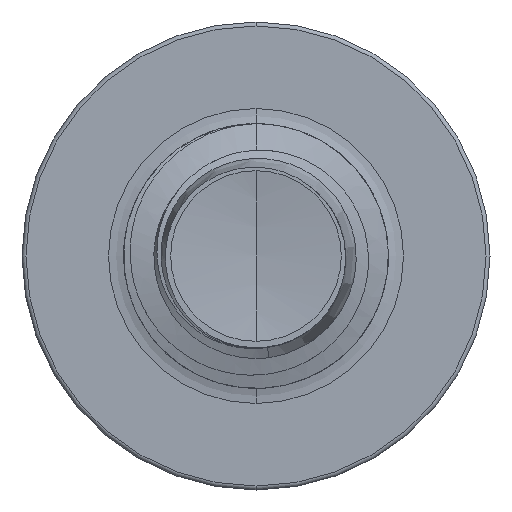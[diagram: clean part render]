
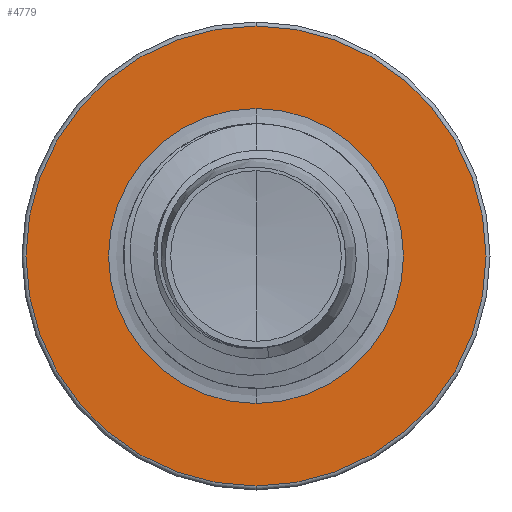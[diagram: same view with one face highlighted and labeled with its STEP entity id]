
A CAD part, front view. The second image highlights one B-rep face of the part: STEP entity #4779.
In plain terms, the highlighted planar face has unit normal (0, -1, 0).
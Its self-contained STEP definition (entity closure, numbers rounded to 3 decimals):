
#148 = CARTESIAN_POINT ( 'NONE',  ( 0., 4., 0. ) ) ;
#574 = AXIS2_PLACEMENT_3D ( 'NONE', #7587, #4011, #3988 ) ;
#762 = DIRECTION ( 'NONE',  ( 0., 0., 1. ) ) ;
#784 = DIRECTION ( 'NONE',  ( 0., 1., 0. ) ) ;
#1111 = DIRECTION ( 'NONE',  ( 0., 0., 1. ) ) ;
#1623 = EDGE_LOOP ( 'NONE', ( #5048, #4240 ) ) ;
#1784 = AXIS2_PLACEMENT_3D ( 'NONE', #148, #784, #762 ) ;
#2545 = CARTESIAN_POINT ( 'NONE',  ( 0., 4., 2.605 ) ) ;
#3059 = CIRCLE ( 'NONE', #9464, 2.605 ) ;
#3082 = EDGE_CURVE ( 'NONE', #3913, #6701, #10346, .T. ) ;
#3450 = CIRCLE ( 'NONE', #5021, 1.67 ) ;
#3675 = DIRECTION ( 'NONE',  ( 0., 1., 0. ) ) ;
#3913 = VERTEX_POINT ( 'NONE', #8274 ) ;
#3988 = DIRECTION ( 'NONE',  ( 0., 0., 1. ) ) ;
#4011 = DIRECTION ( 'NONE',  ( 0., 1., 0. ) ) ;
#4014 = PLANE ( 'NONE',  #574 ) ;
#4240 = ORIENTED_EDGE ( 'NONE', *, *, #9886, .F. ) ;
#4428 = EDGE_LOOP ( 'NONE', ( #5187, #7345 ) ) ;
#4455 = VERTEX_POINT ( 'NONE', #7591 ) ;
#4779 = ADVANCED_FACE ( 'NONE', ( #6972, #11653 ), #4014, .F. ) ;
#5021 = AXIS2_PLACEMENT_3D ( 'NONE', #13129, #7772, #1111 ) ;
#5048 = ORIENTED_EDGE ( 'NONE', *, *, #7681, .F. ) ;
#5187 = ORIENTED_EDGE ( 'NONE', *, *, #9875, .T. ) ;
#6701 = VERTEX_POINT ( 'NONE', #7039 ) ;
#6972 = FACE_OUTER_BOUND ( 'NONE', #1623, .T. ) ;
#7039 = CARTESIAN_POINT ( 'NONE',  ( 0., 4., 1.67 ) ) ;
#7345 = ORIENTED_EDGE ( 'NONE', *, *, #3082, .T. ) ;
#7587 = CARTESIAN_POINT ( 'NONE',  ( 0., 4., -1.67 ) ) ;
#7591 = CARTESIAN_POINT ( 'NONE',  ( 0., 4., -2.605 ) ) ;
#7681 = EDGE_CURVE ( 'NONE', #9977, #4455, #12532, .T. ) ;
#7772 = DIRECTION ( 'NONE',  ( 0., 1., 0. ) ) ;
#8274 = CARTESIAN_POINT ( 'NONE',  ( 0., 4., -1.67 ) ) ;
#9464 = AXIS2_PLACEMENT_3D ( 'NONE', #9548, #3675, #10450 ) ;
#9491 = DIRECTION ( 'NONE',  ( 0., 0., 1. ) ) ;
#9495 = DIRECTION ( 'NONE',  ( 0., 1., 0. ) ) ;
#9521 = CARTESIAN_POINT ( 'NONE',  ( 0., 4., 0. ) ) ;
#9548 = CARTESIAN_POINT ( 'NONE',  ( 0., 4., 0. ) ) ;
#9875 = EDGE_CURVE ( 'NONE', #6701, #3913, #3450, .T. ) ;
#9886 = EDGE_CURVE ( 'NONE', #4455, #9977, #3059, .T. ) ;
#9977 = VERTEX_POINT ( 'NONE', #2545 ) ;
#10346 = CIRCLE ( 'NONE', #1784, 1.67 ) ;
#10450 = DIRECTION ( 'NONE',  ( 0., 0., 1. ) ) ;
#11653 = FACE_BOUND ( 'NONE', #4428, .T. ) ;
#11862 = AXIS2_PLACEMENT_3D ( 'NONE', #9521, #9495, #9491 ) ;
#12532 = CIRCLE ( 'NONE', #11862, 2.605 ) ;
#13129 = CARTESIAN_POINT ( 'NONE',  ( 0., 4., 0. ) ) ;
